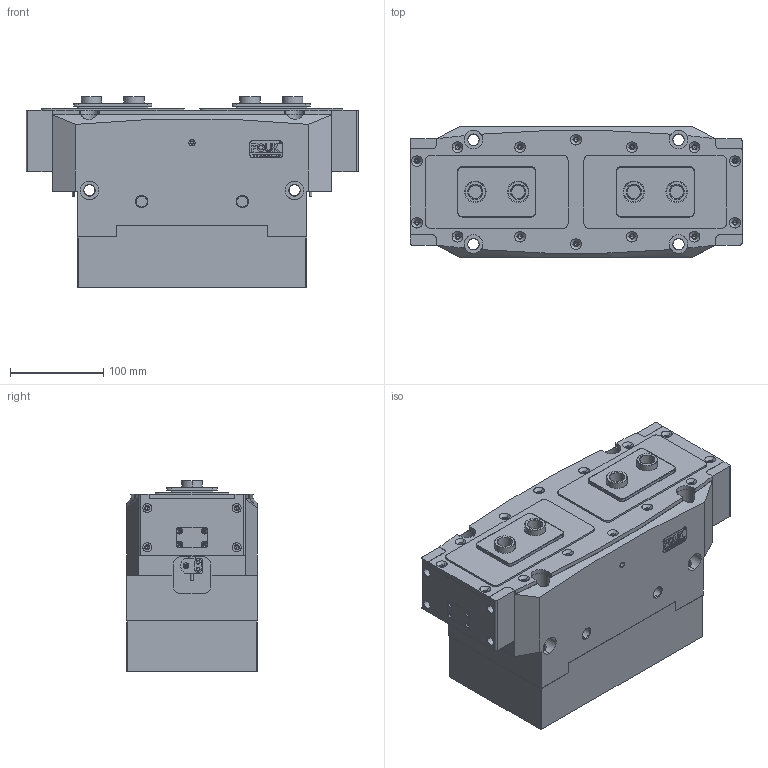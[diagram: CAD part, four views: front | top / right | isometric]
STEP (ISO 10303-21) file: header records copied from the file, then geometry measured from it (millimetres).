
FILE_DESCRIPTION (( 'STEP AP203' ), '1' );
FILE_NAME ('TR148-300-P-NO.STEP', '2024-11-19T07:28:52', ( 'USER-' ), ( 'Microsoft' ), 'SwSTEP 2.0', 'SolidWorks 2018', '' );
FILE_SCHEMA (( 'CONFIG_CONTROL_DESIGN' ));
Length unit declared in the file: millimetre
Products named in the file (23): TR148-300價掛遴標蛈; 羲壽標釱B; TR148-300-M-02 賑輸; TR148-300-P杅耀.sldasm-Part-5; TR148-300-P杅耀; TR148-300-P杅耀.sldasm-Part-3; TR148-300-P杅耀.sldasm-Part-10; TR148-300-NC杅耀.sldasm-Part-1; 35x18-R3; TR148-300-M-01-褲极; TR148-300-P杅耀.sldasm-Part-9; 8-30 換覜ん; TR148-300-P杅耀.sldasm-Part-7; TR148-300-P-耜猾极; 晚假蚾輸; TR148-300-P-NO; TR148-300-P杅耀.sldasm-Part-2; TR148-300-P杅耀.sldasm-Part-1; TR148-300-P杅耀.sldasm-Part-8; TR148-300-P杅耀.sldasm-Part-6; 埴翐芛蹟隊_GB_FASTENER_SCREWS_HSHCS M2X8-N; TR148-300-P杅耀.sldasm-Part-11; TR148-300-P杅耀.sldasm-Part-4
Assembly tree (29 placements, depth 4):
  TR148-300-P-NO
    TR148-300-P杅耀
      TR148-300-P杅耀.sldasm-Part-1
      TR148-300-P杅耀.sldasm-Part-2
      TR148-300-P杅耀.sldasm-Part-3
      TR148-300-P杅耀.sldasm-Part-4
      TR148-300-P杅耀.sldasm-Part-5
      TR148-300-P杅耀.sldasm-Part-6
      TR148-300-P杅耀.sldasm-Part-7
      TR148-300-P杅耀.sldasm-Part-8
      TR148-300-P杅耀.sldasm-Part-9
      TR148-300-P杅耀.sldasm-Part-10
      TR148-300-P杅耀.sldasm-Part-11
      TR148-300-P-耜猾极
      TR148-300價掛遴標蛈
        TR148-300-M-01-褲极
        TR148-300-M-02 賑輸  x2
        羲壽標釱B  x2
        8-30 換覜ん  x2
        晚假蚾輸  x2
        埴翐芛蹟隊_GB_FASTENER_SCREWS_HSHCS M2X8-N  x4
        35x18-R3
    TR148-300-NC杅耀.sldasm-Part-1
Bounding box: 356 x 140 x 204.5 mm (x, y, z)
Volume: 7038564 mm3; surface area: 690372.5 mm2
Topology: 28 solids, 40 shells, 1886 faces, 4820 edges, 3012 vertices
Faces by surface type: plane 771, cylinder 592, cone 360, bspline 155, torus 8
Entity records: 57787 total; most frequent: CARTESIAN_POINT 15719, ORIENTED_EDGE 8186, DIRECTION 8056, EDGE_CURVE 4093, AXIS2_PLACEMENT_3D 2797, VERTEX_POINT 2632, VECTOR 2462, LINE 2462
